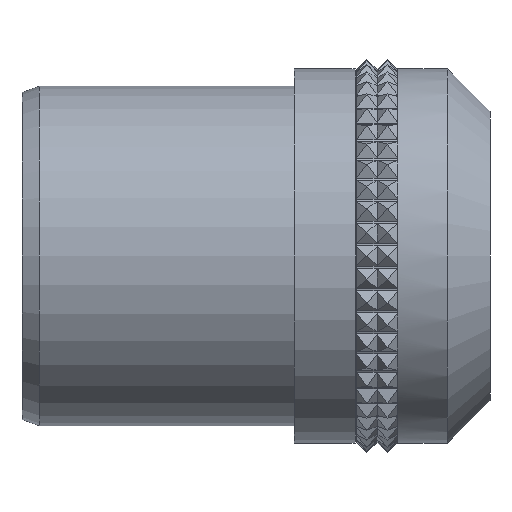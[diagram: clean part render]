
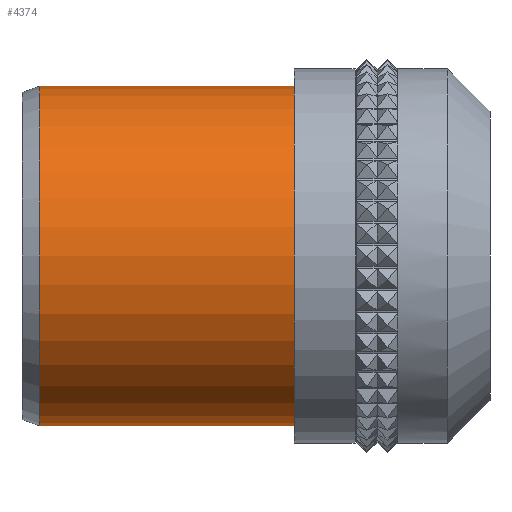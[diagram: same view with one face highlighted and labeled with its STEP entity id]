
A CAD part, front view. The second image highlights one B-rep face of the part: STEP entity #4374.
In plain terms, the highlighted cylindrical face has radius 15.85 mm (diameter 31.699 mm), a partial arc.
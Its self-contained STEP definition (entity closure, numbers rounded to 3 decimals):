
#413 = DIRECTION ( 'NONE',  ( -1., 0., 0. ) ) ;
#1941 = EDGE_CURVE ( 'NONE', #7624, #10139, #13903, .T. ) ;
#2544 = VERTEX_POINT ( 'NONE', #13174 ) ;
#2953 = CARTESIAN_POINT ( 'NONE',  ( -47.095, 0., 0. ) ) ;
#3128 = DIRECTION ( 'NONE',  ( -1., 0., 0. ) ) ;
#3867 = LINE ( 'NONE', #6633, #15048 ) ;
#3971 = CYLINDRICAL_SURFACE ( 'NONE', #6793, 15.85 ) ;
#4036 = DIRECTION ( 'NONE',  ( 0., 0., 1. ) ) ;
#4374 = ADVANCED_FACE ( 'NONE', ( #10542 ), #3971, .T. ) ;
#4700 = ORIENTED_EDGE ( 'NONE', *, *, #4711, .T. ) ;
#4711 = EDGE_CURVE ( 'NONE', #2544, #5908, #15790, .T. ) ;
#5814 = VECTOR ( 'NONE', #413, 1000. ) ;
#5865 = AXIS2_PLACEMENT_3D ( 'NONE', #16130, #13146, #7770 ) ;
#5908 = VERTEX_POINT ( 'NONE', #14180 ) ;
#6633 = CARTESIAN_POINT ( 'NONE',  ( -47.095, 0., 15.85 ) ) ;
#6793 = AXIS2_PLACEMENT_3D ( 'NONE', #2953, #3128, #8805 ) ;
#7346 = AXIS2_PLACEMENT_3D ( 'NONE', #15171, #13891, #4036 ) ;
#7415 = ORIENTED_EDGE ( 'NONE', *, *, #14921, .F. ) ;
#7624 = VERTEX_POINT ( 'NONE', #16842 ) ;
#7770 = DIRECTION ( 'NONE',  ( 0., 0., -1. ) ) ;
#8053 = DIRECTION ( 'NONE',  ( -1., 0., 0. ) ) ;
#8805 = DIRECTION ( 'NONE',  ( 0., 0., 1. ) ) ;
#9717 = EDGE_LOOP ( 'NONE', ( #7415, #4700, #15298, #15796 ) ) ;
#10139 = VERTEX_POINT ( 'NONE', #12261 ) ;
#10542 = FACE_OUTER_BOUND ( 'NONE', #9717, .T. ) ;
#12261 = CARTESIAN_POINT ( 'NONE',  ( -17.462, 0., 15.85 ) ) ;
#13146 = DIRECTION ( 'NONE',  ( -1., 0., 0. ) ) ;
#13174 = CARTESIAN_POINT ( 'NONE',  ( 6.35, 0., -15.85 ) ) ;
#13557 = EDGE_CURVE ( 'NONE', #5908, #10139, #3867, .T. ) ;
#13891 = DIRECTION ( 'NONE',  ( -1., 0., 0. ) ) ;
#13903 = CIRCLE ( 'NONE', #7346, 15.85 ) ;
#14180 = CARTESIAN_POINT ( 'NONE',  ( 6.35, 0., 15.85 ) ) ;
#14921 = EDGE_CURVE ( 'NONE', #2544, #7624, #15869, .T. ) ;
#15048 = VECTOR ( 'NONE', #8053, 1000. ) ;
#15171 = CARTESIAN_POINT ( 'NONE',  ( -17.462, 0., 0. ) ) ;
#15298 = ORIENTED_EDGE ( 'NONE', *, *, #13557, .T. ) ;
#15716 = CARTESIAN_POINT ( 'NONE',  ( -47.095, 0., -15.85 ) ) ;
#15790 = CIRCLE ( 'NONE', #5865, 15.85 ) ;
#15796 = ORIENTED_EDGE ( 'NONE', *, *, #1941, .F. ) ;
#15869 = LINE ( 'NONE', #15716, #5814 ) ;
#16130 = CARTESIAN_POINT ( 'NONE',  ( 6.35, 0., 0. ) ) ;
#16842 = CARTESIAN_POINT ( 'NONE',  ( -17.462, 0., -15.85 ) ) ;
